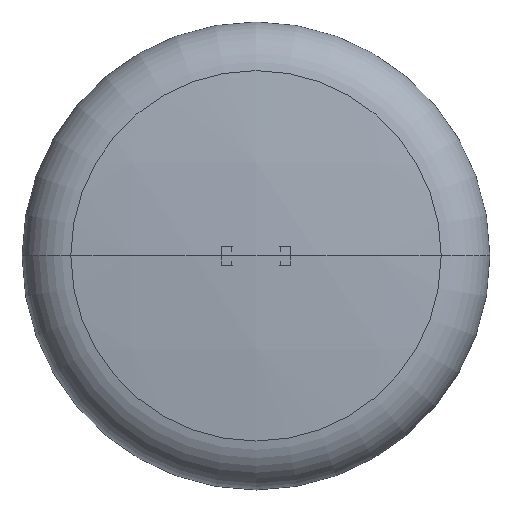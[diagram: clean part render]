
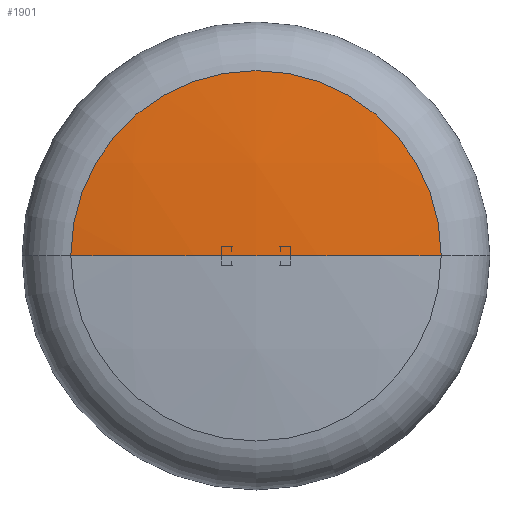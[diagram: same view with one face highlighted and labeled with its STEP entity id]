
A CAD part, top view. The second image highlights one B-rep face of the part: STEP entity #1901.
In plain terms, the highlighted spherical face has radius 1500 mm.
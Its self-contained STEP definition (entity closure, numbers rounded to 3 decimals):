
#13 = EDGE_LOOP ( 'NONE', ( #3973, #1881, #1696 ) ) ;
#55 = CIRCLE ( 'NONE', #1797, 197.917 ) ;
#112 = EDGE_CURVE ( 'NONE', #2156, #2179, #55, .T. ) ;
#230 = CARTESIAN_POINT ( 'NONE',  ( 197.917, 26.59, 0. ) ) ;
#400 = DIRECTION ( 'NONE',  ( -1., 0., 0. ) ) ;
#425 = CARTESIAN_POINT ( 'NONE',  ( 0., -1460.296, 0. ) ) ;
#533 = CARTESIAN_POINT ( 'NONE',  ( -197.917, 26.59, 0. ) ) ;
#584 = DIRECTION ( 'NONE',  ( -1., 0., 0. ) ) ;
#776 = DIRECTION ( 'NONE',  ( 0., 0., 1. ) ) ;
#802 = CIRCLE ( 'NONE', #2419, 1500. ) ;
#1121 = EDGE_CURVE ( 'NONE', #2156, #3748, #1728, .T. ) ;
#1361 = CARTESIAN_POINT ( 'NONE',  ( 0., 39.704, 0. ) ) ;
#1458 = AXIS2_PLACEMENT_3D ( 'NONE', #425, #776, #1857 ) ;
#1696 = ORIENTED_EDGE ( 'NONE', *, *, #4060, .T. ) ;
#1728 = CIRCLE ( 'NONE', #1458, 1500. ) ;
#1797 = AXIS2_PLACEMENT_3D ( 'NONE', #4179, #2367, #584 ) ;
#1857 = DIRECTION ( 'NONE',  ( 1., 0., 0. ) ) ;
#1881 = ORIENTED_EDGE ( 'NONE', *, *, #112, .T. ) ;
#1901 = ADVANCED_FACE ( 'NONE', ( #4539 ), #2441, .T. ) ;
#1949 = CARTESIAN_POINT ( 'NONE',  ( 0., -1460.296, 0. ) ) ;
#2156 = VERTEX_POINT ( 'NONE', #230 ) ;
#2179 = VERTEX_POINT ( 'NONE', #533 ) ;
#2367 = DIRECTION ( 'NONE',  ( 0., 1., 0. ) ) ;
#2419 = AXIS2_PLACEMENT_3D ( 'NONE', #1949, #2671, #3395 ) ;
#2441 = SPHERICAL_SURFACE ( 'NONE', #4094, 1500. ) ;
#2671 = DIRECTION ( 'NONE',  ( 0., 0., -1. ) ) ;
#3280 = CARTESIAN_POINT ( 'NONE',  ( 0., -1460.296, 0. ) ) ;
#3395 = DIRECTION ( 'NONE',  ( -1., 0., 0. ) ) ;
#3645 = DIRECTION ( 'NONE',  ( 0., 0., 1. ) ) ;
#3748 = VERTEX_POINT ( 'NONE', #1361 ) ;
#3973 = ORIENTED_EDGE ( 'NONE', *, *, #1121, .F. ) ;
#4060 = EDGE_CURVE ( 'NONE', #2179, #3748, #802, .T. ) ;
#4094 = AXIS2_PLACEMENT_3D ( 'NONE', #3280, #3645, #400 ) ;
#4179 = CARTESIAN_POINT ( 'NONE',  ( 0., 26.59, 0. ) ) ;
#4539 = FACE_OUTER_BOUND ( 'NONE', #13, .T. ) ;
